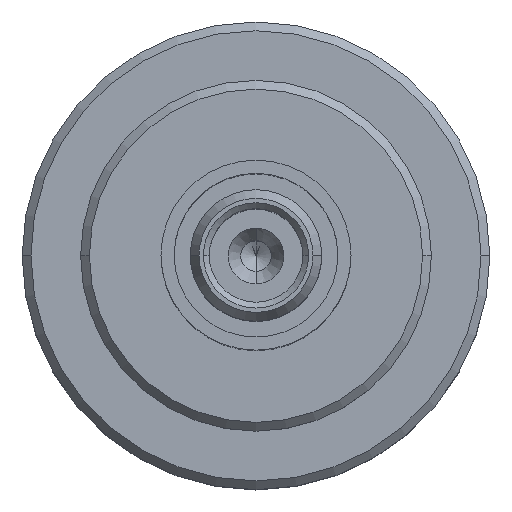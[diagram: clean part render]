
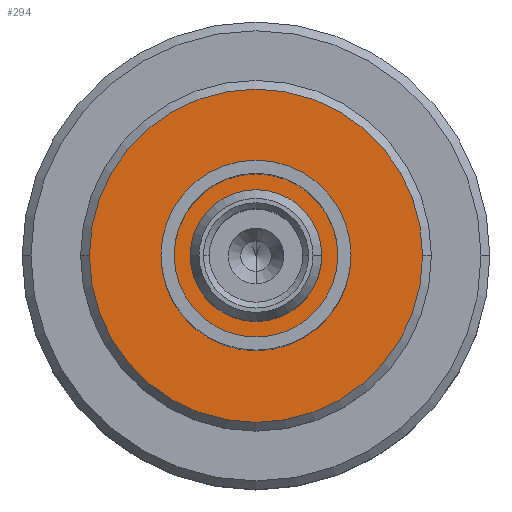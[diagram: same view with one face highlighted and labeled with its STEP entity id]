
A CAD part, top view. The second image highlights one B-rep face of the part: STEP entity #294.
In plain terms, the highlighted planar face has unit normal (0, 0, 1).
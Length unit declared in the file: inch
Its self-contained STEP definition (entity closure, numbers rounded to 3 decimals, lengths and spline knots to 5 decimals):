
#60 = ORIENTED_EDGE ( 'NONE', *, *, #2711, .F. ) ;
#62 = ORIENTED_EDGE ( 'NONE', *, *, #2684, .F. ) ;
#131 = ORIENTED_EDGE ( 'NONE', *, *, #2710, .T. ) ;
#294 = ADVANCED_FACE ( 'NONE', ( #364, #360 ), #3387, .F. ) ;
#360 = FACE_OUTER_BOUND ( 'NONE', #1010, .T. ) ;
#364 = FACE_BOUND ( 'NONE', #1014, .T. ) ;
#1010 = EDGE_LOOP ( 'NONE', ( #131, #2961 ) ) ;
#1014 = EDGE_LOOP ( 'NONE', ( #62, #60 ) ) ;
#1315 = CARTESIAN_POINT ( 'NONE',  ( 0., 0., -0.29528 ) ) ;
#1317 = DIRECTION ( 'NONE',  ( 0., 0., 1. ) ) ;
#1320 = DIRECTION ( 'NONE',  ( 1., 0., 0. ) ) ;
#1343 = CARTESIAN_POINT ( 'NONE',  ( 0., 0., -0.29528 ) ) ;
#1347 = DIRECTION ( 'NONE',  ( 0., 0., 1. ) ) ;
#1349 = DIRECTION ( 'NONE',  ( 1., 0., 0. ) ) ;
#1628 = DIRECTION ( 'NONE',  ( 1., 0., 0. ) ) ;
#1630 = DIRECTION ( 'NONE',  ( 0., 0., 1. ) ) ;
#1633 = CARTESIAN_POINT ( 'NONE',  ( 0., 0., -0.29528 ) ) ;
#1637 = DIRECTION ( 'NONE',  ( 1., 0., 0. ) ) ;
#1640 = DIRECTION ( 'NONE',  ( 0., 0., 1. ) ) ;
#1641 = CARTESIAN_POINT ( 'NONE',  ( 0., 0., -0.29528 ) ) ;
#1935 = AXIS2_PLACEMENT_3D ( 'NONE', #1633, #1630, #1628 ) ;
#1936 = AXIS2_PLACEMENT_3D ( 'NONE', #1641, #1640, #1637 ) ;
#1948 = AXIS2_PLACEMENT_3D ( 'NONE', #1343, #1347, #1349 ) ;
#1949 = AXIS2_PLACEMENT_3D ( 'NONE', #1315, #1317, #1320 ) ;
#2180 = AXIS2_PLACEMENT_3D ( 'NONE', #3390, #3385, #3384 ) ;
#2340 = CARTESIAN_POINT ( 'NONE',  ( -0.22441, 0., -0.29528 ) ) ;
#2368 = CARTESIAN_POINT ( 'NONE',  ( 0.08858, 0., -0.29528 ) ) ;
#2375 = CARTESIAN_POINT ( 'NONE',  ( -0.08858, 0., -0.29528 ) ) ;
#2399 = CARTESIAN_POINT ( 'NONE',  ( 0.22441, 0., -0.29528 ) ) ;
#2553 = CIRCLE ( 'NONE', #1935, 0.08858 ) ;
#2554 = CIRCLE ( 'NONE', #1936, 0.22441 ) ;
#2597 = CIRCLE ( 'NONE', #1948, 0.22441 ) ;
#2602 = CIRCLE ( 'NONE', #1949, 0.08858 ) ;
#2684 = EDGE_CURVE ( 'NONE', #2906, #2907, #2602, .T. ) ;
#2687 = EDGE_CURVE ( 'NONE', #2912, #2901, #2597, .T. ) ;
#2710 = EDGE_CURVE ( 'NONE', #2901, #2912, #2554, .T. ) ;
#2711 = EDGE_CURVE ( 'NONE', #2907, #2906, #2553, .T. ) ;
#2901 = VERTEX_POINT ( 'NONE', #2340 ) ;
#2906 = VERTEX_POINT ( 'NONE', #2368 ) ;
#2907 = VERTEX_POINT ( 'NONE', #2375 ) ;
#2912 = VERTEX_POINT ( 'NONE', #2399 ) ;
#2961 = ORIENTED_EDGE ( 'NONE', *, *, #2687, .T. ) ;
#3384 = DIRECTION ( 'NONE',  ( -1., 0., 0. ) ) ;
#3385 = DIRECTION ( 'NONE',  ( 0., 0., -1. ) ) ;
#3387 = PLANE ( 'NONE',  #2180 ) ;
#3390 = CARTESIAN_POINT ( 'NONE',  ( -0.22441, 0., -0.29528 ) ) ;
